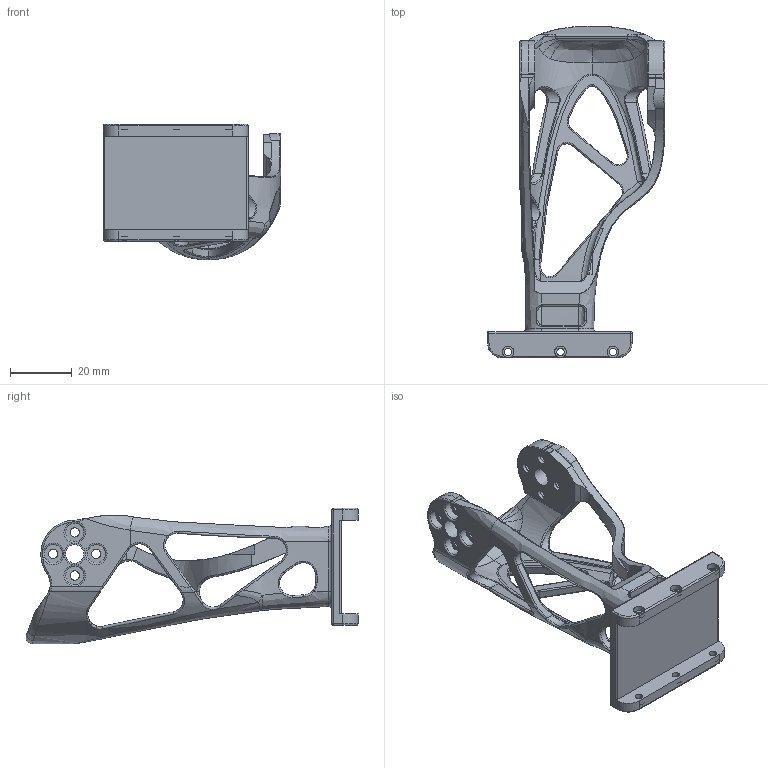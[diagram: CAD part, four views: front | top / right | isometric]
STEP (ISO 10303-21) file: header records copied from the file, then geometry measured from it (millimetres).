
FILE_DESCRIPTION(/* description */ (''),/* implementation_level */ '2;1');
FILE_NAME(/* name */ 'avant_bras_right.step',/* time_stamp */ '2025-12-22T15:16:15+01:00',/* author */ (''),/* organization */ (''),/* preprocessor_version */ 'ST-DEVELOPER v20.1',/* originating_system */ 'Autodesk Translation Framework v14.21.0.0',/* authorisation */ '');
FILE_SCHEMA (('AUTOMOTIVE_DESIGN { 1 0 10303 214 3 1 1 }'));
Length unit declared in the file: millimetre
Products named in the file (1): avant bras gauche
Bounding box: 57.5 x 107.76 x 43.98 mm (x, y, z)
Volume: 23769.2 mm3; surface area: 18950 mm2
Topology: 1 solids, 1 shells, 548 faces, 1528 edges, 961 vertices
Faces by surface type: bspline 323, cylinder 120, plane 66, torus 30, sphere 9
Full cylindrical faces by diameter (mm): 2.4 x6, 3 x8, 3.8 x6, 6 x10, 7 x1
Entity records: 33751 total; most frequent: CARTESIAN_POINT 21701, ORIENTED_EDGE 3040, DIRECTION 1883, EDGE_CURVE 1520, VERTEX_POINT 961, AXIS2_PLACEMENT_3D 803, B_SPLINE_CURVE_WITH_KNOTS 664, EDGE_LOOP 587
